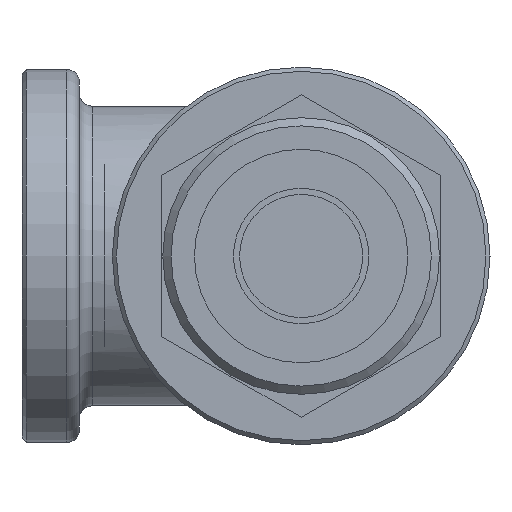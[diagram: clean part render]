
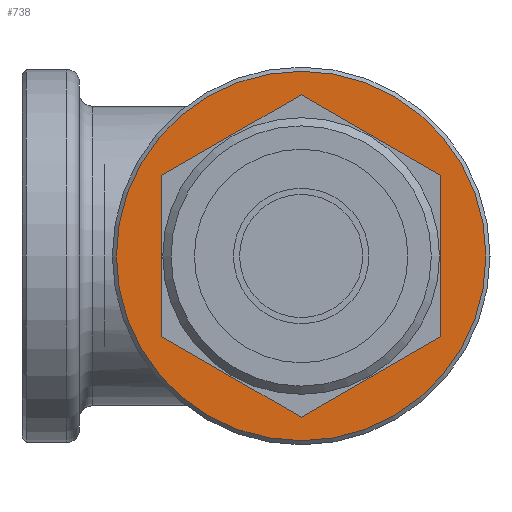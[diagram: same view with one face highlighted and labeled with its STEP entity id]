
A CAD part, left-side view. The second image highlights one B-rep face of the part: STEP entity #738.
In plain terms, the highlighted planar face has unit normal (-1, 0, 0).
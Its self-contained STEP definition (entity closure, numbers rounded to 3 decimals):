
#62=LINE('',#1199,#116);
#63=LINE('',#1201,#117);
#64=LINE('',#1203,#118);
#65=LINE('',#1205,#119);
#66=LINE('',#1207,#120);
#67=LINE('',#1208,#121);
#116=VECTOR('',#972,10.);
#117=VECTOR('',#973,10.);
#118=VECTOR('',#974,10.);
#119=VECTOR('',#975,10.);
#120=VECTOR('',#976,10.);
#121=VECTOR('',#977,10.);
#144=FACE_BOUND('',#269,.T.);
#204=FACE_OUTER_BOUND('',#268,.T.);
#268=EDGE_LOOP('',(#592));
#269=EDGE_LOOP('',(#593,#594,#595,#596,#597,#598));
#333=CIRCLE('',#809,22.5);
#388=VERTEX_POINT('',#1195);
#389=VERTEX_POINT('',#1197);
#390=VERTEX_POINT('',#1198);
#391=VERTEX_POINT('',#1200);
#392=VERTEX_POINT('',#1202);
#393=VERTEX_POINT('',#1204);
#394=VERTEX_POINT('',#1206);
#468=EDGE_CURVE('',#388,#388,#333,.T.);
#469=EDGE_CURVE('',#389,#390,#62,.T.);
#470=EDGE_CURVE('',#390,#391,#63,.T.);
#471=EDGE_CURVE('',#391,#392,#64,.T.);
#472=EDGE_CURVE('',#392,#393,#65,.T.);
#473=EDGE_CURVE('',#393,#394,#66,.T.);
#474=EDGE_CURVE('',#394,#389,#67,.T.);
#592=ORIENTED_EDGE('',*,*,#468,.T.);
#593=ORIENTED_EDGE('',*,*,#469,.T.);
#594=ORIENTED_EDGE('',*,*,#470,.T.);
#595=ORIENTED_EDGE('',*,*,#471,.T.);
#596=ORIENTED_EDGE('',*,*,#472,.T.);
#597=ORIENTED_EDGE('',*,*,#473,.T.);
#598=ORIENTED_EDGE('',*,*,#474,.T.);
#698=PLANE('',#808);
#738=ADVANCED_FACE('',(#204,#144),#698,.T.);
#808=AXIS2_PLACEMENT_3D('',#1194,#968,#969);
#809=AXIS2_PLACEMENT_3D('',#1196,#970,#971);
#968=DIRECTION('center_axis',(-1.,0.,0.));
#969=DIRECTION('ref_axis',(0.,0.,1.));
#970=DIRECTION('center_axis',(-1.,0.,0.));
#971=DIRECTION('ref_axis',(0.,0.,1.));
#972=DIRECTION('',(0.,0.,1.));
#973=DIRECTION('',(0.,-0.866,0.5));
#974=DIRECTION('',(0.,-0.866,-0.5));
#975=DIRECTION('',(0.,0.,-1.));
#976=DIRECTION('',(0.,0.866,-0.5));
#977=DIRECTION('',(0.,0.866,0.5));
#1194=CARTESIAN_POINT('Origin',(6.,0.,0.));
#1195=CARTESIAN_POINT('',(6.,-22.5,0.));
#1196=CARTESIAN_POINT('Origin',(6.,0.,0.));
#1197=CARTESIAN_POINT('',(6.,17.,-9.815));
#1198=CARTESIAN_POINT('',(6.,17.,9.815));
#1199=CARTESIAN_POINT('',(6.,17.,4.907));
#1200=CARTESIAN_POINT('',(6.,0.,19.63));
#1201=CARTESIAN_POINT('',(6.,4.25,17.176));
#1202=CARTESIAN_POINT('',(6.,-17.,9.815));
#1203=CARTESIAN_POINT('',(6.,-12.75,12.269));
#1204=CARTESIAN_POINT('',(6.,-17.,-9.815));
#1205=CARTESIAN_POINT('',(6.,-17.,-4.907));
#1206=CARTESIAN_POINT('',(6.,0.,-19.63));
#1207=CARTESIAN_POINT('',(6.,-4.25,-17.176));
#1208=CARTESIAN_POINT('',(6.,12.75,-12.269));
